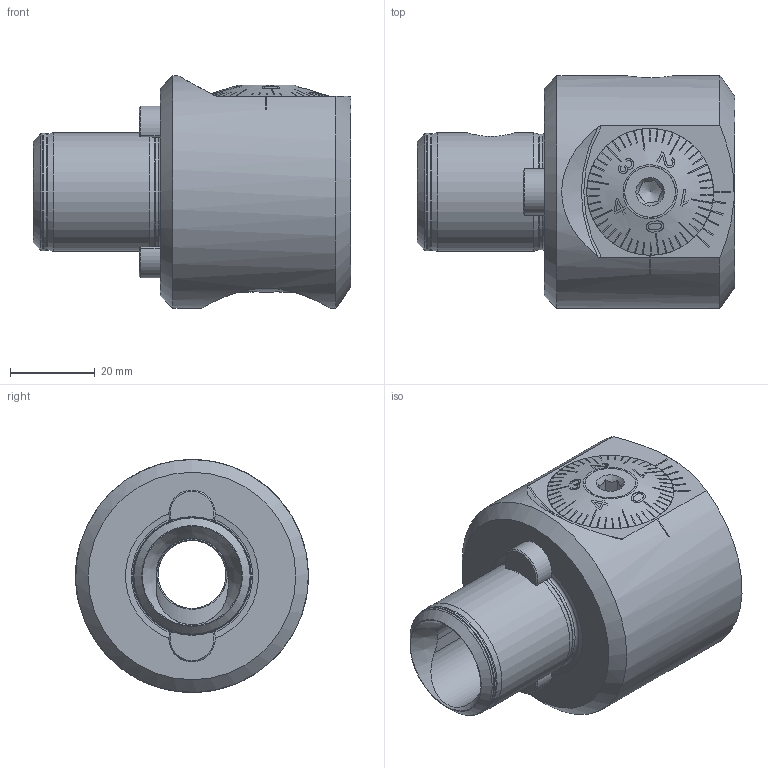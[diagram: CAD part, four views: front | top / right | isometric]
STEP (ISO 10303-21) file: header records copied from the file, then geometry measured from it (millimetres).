
FILE_DESCRIPTION (( 'STEP AP214' ), '1' );
FILE_NAME ('ST5.A55.AA4.045.STEP', '2020-10-02T12:32:53', ( '' ), ( '' ), 'SwSTEP 2.0', 'SolidWorks 2017', '' );
FILE_SCHEMA (( 'AUTOMOTIVE_DESIGN' ));
Length unit declared in the file: millimetre
Products named in the file (16): Klebstoff D10; WCB-ER2.001.009_A; A55-BG1.012.007_C; A55-BG1.DA3.041_A; A55-BG2.011.016_D; ST5-A55.AA3.045_A_Fertigbearbeitung; DIN 3771 - 25x1.5; A55-BG3.011.033_A_gek〉zt; ISO 4026 - M10 x 16_PreviewCfg; ST5.A55.AA4.045; A55-BG2.013.005_C; ST6-ER2.001.012_A; A55-BG2.012.006_B; A55-BG1.AA4.041; A55-BG2.014.007_A_mit Gewinde; ISO 4026 - M10 x 8
Assembly tree (17 placements, depth 3):
  ST5.A55.AA4.045
    ST5-A55.AA3.045_A_Fertigbearbeitung
    A55-BG3.011.033_A_gek〉zt
    ISO 4026 - M10 x 8
    WCB-ER2.001.009_A
    Klebstoff D10
    A55-BG1.AA4.041
      A55-BG1.DA3.041_A
      A55-BG1.012.007_C
      A55-BG2.011.016_D
      A55-BG2.013.005_C
      DIN 3771 - 25x1.5
      A55-BG2.014.007_A_mit Gewinde
      A55-BG2.012.006_B
      ISO 4026 - M10 x 16_PreviewCfg  x2
    ST6-ER2.001.012_A  x2
Bounding box: 75 x 54.99 x 55 mm (x, y, z)
Volume: 93564.2 mm3; surface area: 37546.4 mm2
Topology: 16 solids, 16 shells, 609 faces, 1589 edges, 1027 vertices
Faces by surface type: plane 319, cone 128, cylinder 91, bspline 42, torus 28, sphere 1
Full cylindrical faces by diameter (mm): 1.6 x1, 3.3 x1, 4 x3, 4.2 x1, 5 x2, 5.25 x1, 8 x2, 8.5 x3, 9.95 x1, 10 x5, 11.4 x1, 11.5 x1, 11.6 x1, 11.95 x1, 12 x3, 12.4 x1, 14 x2, 14.2 x1, 16 x1, 18 x1, 20 x1, 22 x1, 25 x3, 27.3 x1, 27.8 x1, 28 x1, 29.9 x1, 29.98 x1, 30 x3, 55 x1
Entity records: 27449 total; most frequent: CARTESIAN_POINT 10945, ORIENTED_EDGE 2740, DIRECTION 2283, EDGE_CURVE 1370, VERTEX_POINT 956, AXIS2_PLACEMENT_3D 887, EDGE_LOOP 752, FACE_OUTER_BOUND 655
